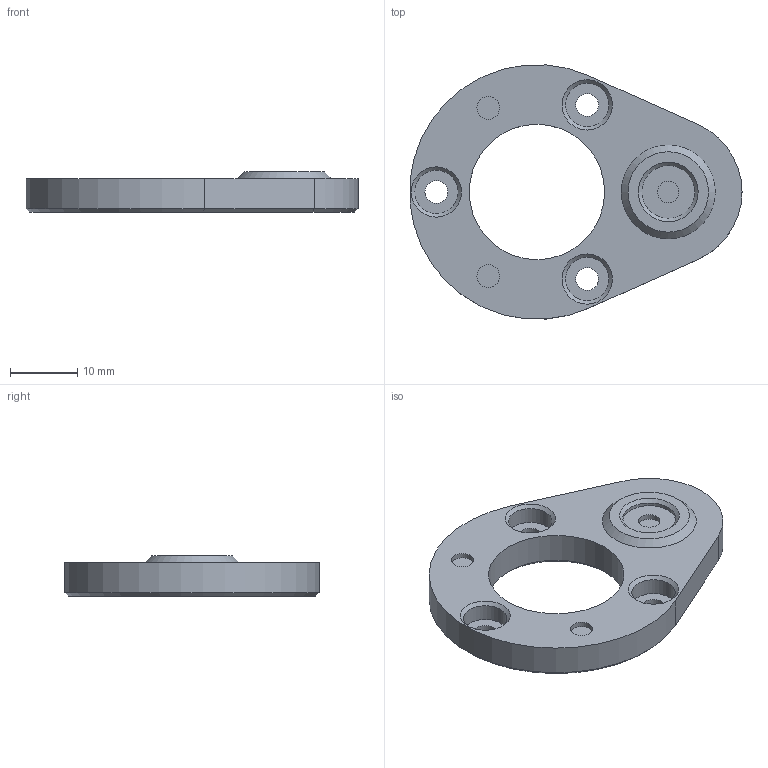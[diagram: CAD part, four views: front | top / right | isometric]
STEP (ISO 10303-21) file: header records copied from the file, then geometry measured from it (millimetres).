
FILE_DESCRIPTION(/* description */ (''),/* implementation_level */ '2;1');
FILE_NAME(/* name */ 'encoder_body_base.step',/* time_stamp */ '2021-03-28T20:56:14+01:00',/* author */ (''),/* organization */ (''),/* preprocessor_version */ 'ST-DEVELOPER v18.1',/* originating_system */ 'Autodesk Translation Framework v9.10.0.1330',/* authorisation */ '');
FILE_SCHEMA (('AUTOMOTIVE_DESIGN { 1 0 10303 214 3 1 1 }'));
Length unit declared in the file: millimetre
Products named in the file (1): encoder_body_base
Bounding box: 49.53 x 37.9 x 6 mm (x, y, z)
Volume: 4695.4 mm3; surface area: 3539.8 mm2
Topology: 1 solids, 1 shells, 77 faces, 165 edges, 101 vertices
Faces by surface type: plane 53, cylinder 13, cone 11
Full cylindrical faces by diameter (mm): 3.2 x1, 3.4 x5, 6.5 x3, 7.9 x1, 20.2 x1
Entity records: 2100 total; most frequent: DIRECTION 362, CARTESIAN_POINT 344, ORIENTED_EDGE 330, EDGE_CURVE 165, LINE 124, VECTOR 124, AXIS2_PLACEMENT_3D 119, VERTEX_POINT 101
